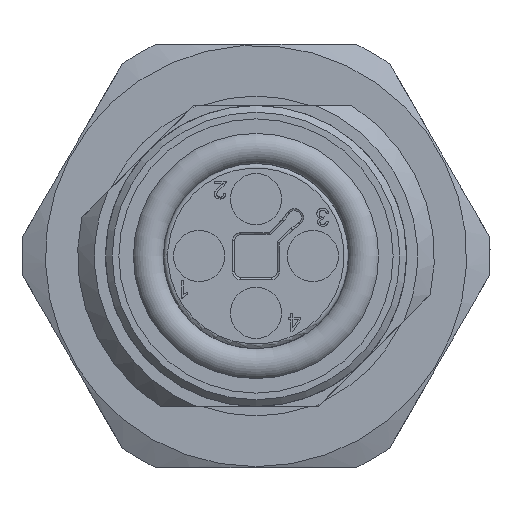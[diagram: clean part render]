
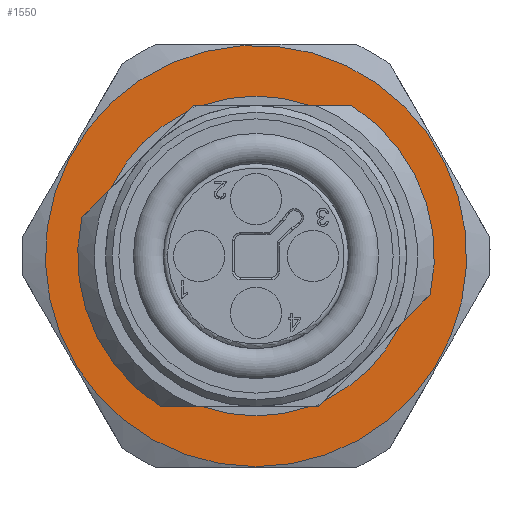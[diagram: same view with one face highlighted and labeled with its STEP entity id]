
A CAD part, left-side view. The second image highlights one B-rep face of the part: STEP entity #1550.
In plain terms, the highlighted planar face has unit normal (-1, 0, 0).
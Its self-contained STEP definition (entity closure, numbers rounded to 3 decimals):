
#88=PLANE('',#5499);
#500=LINE('',#7768,#897);
#501=LINE('',#7770,#898);
#502=LINE('',#7774,#899);
#503=LINE('',#7775,#900);
#504=LINE('',#7776,#901);
#505=LINE('',#7778,#902);
#506=LINE('',#7779,#903);
#507=LINE('',#7780,#904);
#897=VECTOR('',#6157,1.);
#898=VECTOR('',#6158,1.);
#899=VECTOR('',#6161,1.);
#900=VECTOR('',#6162,1.);
#901=VECTOR('',#6163,1.);
#902=VECTOR('',#6164,1.);
#903=VECTOR('',#6165,1.);
#904=VECTOR('',#6166,1.);
#1550=ADVANCED_FACE('',(#1873,#1874),#88,.T.);
#1873=FACE_BOUND('',#1990,.T.);
#1874=FACE_BOUND('',#1991,.T.);
#1990=EDGE_LOOP('',(#2433,#2434,#2435,#2436,#2437,#2438,#2439,#2440,#2441,
#2442,#2443,#2444,#2445,#2446));
#1991=EDGE_LOOP('',(#2447));
#2433=ORIENTED_EDGE('',*,*,#4467,.F.);
#2434=ORIENTED_EDGE('',*,*,#4468,.F.);
#2435=ORIENTED_EDGE('',*,*,#4469,.F.);
#2436=ORIENTED_EDGE('',*,*,#4470,.F.);
#2437=ORIENTED_EDGE('',*,*,#4454,.F.);
#2438=ORIENTED_EDGE('',*,*,#4471,.T.);
#2439=ORIENTED_EDGE('',*,*,#4452,.F.);
#2440=ORIENTED_EDGE('',*,*,#4472,.T.);
#2441=ORIENTED_EDGE('',*,*,#4473,.T.);
#2442=ORIENTED_EDGE('',*,*,#4443,.F.);
#2443=ORIENTED_EDGE('',*,*,#4474,.T.);
#2444=ORIENTED_EDGE('',*,*,#4432,.F.);
#2445=ORIENTED_EDGE('',*,*,#4475,.F.);
#2446=ORIENTED_EDGE('',*,*,#4429,.F.);
#2447=ORIENTED_EDGE('',*,*,#4390,.F.);
#3875=VERTEX_POINT('',#7557);
#3902=VERTEX_POINT('',#7665);
#3903=VERTEX_POINT('',#7667);
#3905=VERTEX_POINT('',#7672);
#3906=VERTEX_POINT('',#7674);
#3911=VERTEX_POINT('',#7696);
#3913=VERTEX_POINT('',#7700);
#3918=VERTEX_POINT('',#7721);
#3920=VERTEX_POINT('',#7725);
#3921=VERTEX_POINT('',#7729);
#3923=VERTEX_POINT('',#7732);
#3930=VERTEX_POINT('',#7769);
#3931=VERTEX_POINT('',#7771);
#3932=VERTEX_POINT('',#7773);
#3933=VERTEX_POINT('',#7777);
#4390=EDGE_CURVE('',#3875,#3875,#5167,.T.);
#4429=EDGE_CURVE('',#3902,#3903,#5181,.T.);
#4432=EDGE_CURVE('',#3905,#3906,#5182,.T.);
#4443=EDGE_CURVE('',#3913,#3911,#5186,.T.);
#4452=EDGE_CURVE('',#3920,#3918,#5189,.T.);
#4454=EDGE_CURVE('',#3921,#3923,#5190,.T.);
#4467=EDGE_CURVE('',#3930,#3902,#500,.T.);
#4468=EDGE_CURVE('',#3931,#3930,#501,.T.);
#4469=EDGE_CURVE('',#3932,#3931,#5194,.T.);
#4470=EDGE_CURVE('',#3923,#3932,#502,.T.);
#4471=EDGE_CURVE('',#3921,#3918,#503,.T.);
#4472=EDGE_CURVE('',#3920,#3933,#504,.T.);
#4473=EDGE_CURVE('',#3933,#3911,#505,.T.);
#4474=EDGE_CURVE('',#3913,#3906,#506,.T.);
#4475=EDGE_CURVE('',#3903,#3905,#507,.T.);
#5167=CIRCLE('',#5445,9.45);
#5181=CIRCLE('',#5472,7.172);
#5182=CIRCLE('',#5474,8.);
#5186=CIRCLE('',#5481,7.172);
#5189=CIRCLE('',#5487,7.172);
#5190=CIRCLE('',#5489,8.);
#5194=CIRCLE('',#5498,7.172);
#5445=AXIS2_PLACEMENT_3D('',#7556,#6015,#6016);
#5472=AXIS2_PLACEMENT_3D('',#7666,#6088,#6089);
#5474=AXIS2_PLACEMENT_3D('',#7673,#6094,#6095);
#5481=AXIS2_PLACEMENT_3D('',#7701,#6113,#6114);
#5487=AXIS2_PLACEMENT_3D('',#7726,#6129,#6130);
#5489=AXIS2_PLACEMENT_3D('',#7731,#6134,#6135);
#5498=AXIS2_PLACEMENT_3D('',#7772,#6159,#6160);
#5499=AXIS2_PLACEMENT_3D('',#7781,#6167,#6168);
#6015=DIRECTION('',(1.,0.,0.));
#6016=DIRECTION('',(0.,0.,-1.));
#6088=DIRECTION('',(-1.,0.,0.));
#6089=DIRECTION('',(0.,0.,1.));
#6094=DIRECTION('',(-1.,0.,0.));
#6095=DIRECTION('',(0.,0.,1.));
#6113=DIRECTION('',(-1.,0.,0.));
#6114=DIRECTION('',(0.,0.,1.));
#6129=DIRECTION('',(-1.,0.,0.));
#6130=DIRECTION('',(0.,0.,1.));
#6134=DIRECTION('',(-1.,0.,0.));
#6135=DIRECTION('',(0.,0.,1.));
#6157=DIRECTION('',(0.,-0.707,0.707));
#6158=DIRECTION('',(0.,-1.,0.));
#6159=DIRECTION('',(-1.,0.,0.));
#6160=DIRECTION('',(0.,0.,1.));
#6161=DIRECTION('',(0.,-1.,0.));
#6162=DIRECTION('',(0.,-0.707,0.707));
#6163=DIRECTION('',(0.,-0.707,0.707));
#6164=DIRECTION('',(0.,-1.,0.));
#6165=DIRECTION('',(0.,-1.,0.));
#6166=DIRECTION('',(0.,-0.707,0.707));
#6167=DIRECTION('',(-1.,0.,0.));
#6168=DIRECTION('',(0.,0.,-1.));
#7556=CARTESIAN_POINT('',(11.55,0.,0.));
#7557=CARTESIAN_POINT('',(11.55,0.,-9.45));
#7665=CARTESIAN_POINT('',(11.55,-3.059,-6.487));
#7666=CARTESIAN_POINT('',(11.55,0.,0.));
#7667=CARTESIAN_POINT('',(11.55,-6.487,-3.059));
#7672=CARTESIAN_POINT('',(11.55,-7.809,-1.737));
#7673=CARTESIAN_POINT('',(11.55,0.,0.));
#7674=CARTESIAN_POINT('',(11.55,-4.294,6.75));
#7696=CARTESIAN_POINT('',(11.55,2.424,6.75));
#7700=CARTESIAN_POINT('',(11.55,-2.424,6.75));
#7701=CARTESIAN_POINT('',(11.55,0.,0.));
#7721=CARTESIAN_POINT('',(11.55,6.487,3.059));
#7725=CARTESIAN_POINT('',(11.55,3.059,6.487));
#7726=CARTESIAN_POINT('',(11.55,0.,0.));
#7729=CARTESIAN_POINT('',(11.55,7.809,1.737));
#7731=CARTESIAN_POINT('',(11.55,0.,0.));
#7732=CARTESIAN_POINT('',(11.55,4.294,-6.75));
#7768=CARTESIAN_POINT('',(11.55,-8.835,-0.711));
#7769=CARTESIAN_POINT('',(11.55,-2.796,-6.75));
#7770=CARTESIAN_POINT('',(11.55,-2.796,-6.75));
#7771=CARTESIAN_POINT('',(11.55,-2.424,-6.75));
#7772=CARTESIAN_POINT('',(11.55,0.,0.));
#7773=CARTESIAN_POINT('',(11.55,2.424,-6.75));
#7774=CARTESIAN_POINT('',(11.55,-2.796,-6.75));
#7775=CARTESIAN_POINT('',(11.55,2.796,6.75));
#7776=CARTESIAN_POINT('',(11.55,2.796,6.75));
#7777=CARTESIAN_POINT('',(11.55,2.796,6.75));
#7778=CARTESIAN_POINT('',(11.55,-5.744,6.75));
#7779=CARTESIAN_POINT('',(11.55,-5.744,6.75));
#7780=CARTESIAN_POINT('',(11.55,-8.835,-0.711));
#7781=CARTESIAN_POINT('',(11.55,0.,0.));
